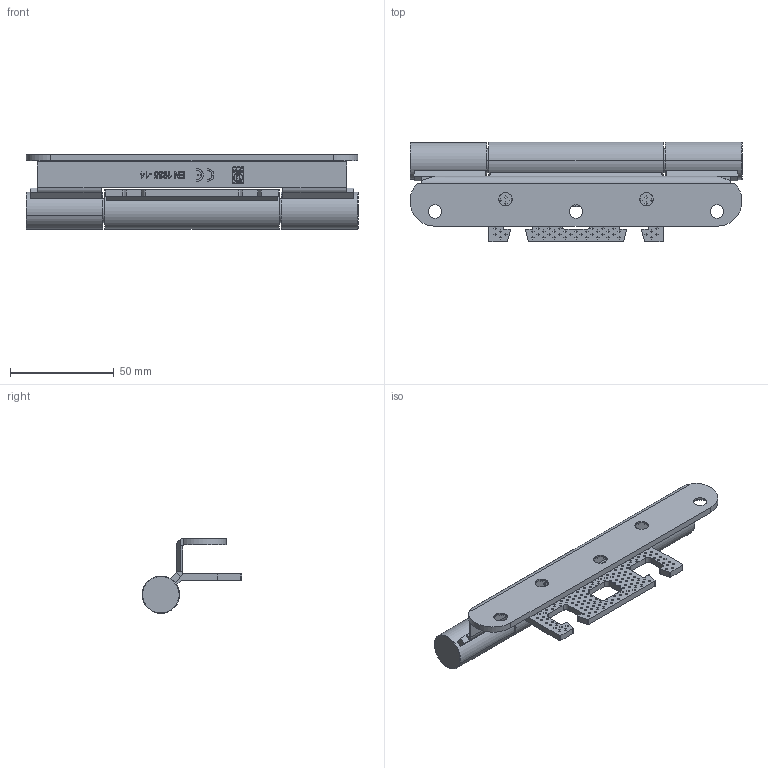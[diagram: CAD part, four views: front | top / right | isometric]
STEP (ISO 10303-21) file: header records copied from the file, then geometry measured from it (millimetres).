
FILE_DESCRIPTION (( 'STEP AP203' ), '1' );
FILE_NAME ('OBX-18-1531-160-LG-RC-B_D042-26478.STEP', '2022-05-04T09:22:21', ( '' ), ( '' ), 'SwSTEP 2.0', 'SolidWorks 2020', '' );
FILE_SCHEMA (( 'CONFIG_CONTROL_DESIGN' ));
Length unit declared in the file: millimetre
Products named in the file (8): DIN5401-III; D043-14313; D044-14308; D044-14309; D046-14312; OBX-18-1531-160-LG-RC-B_D042-26478; B01572; D043-25252
Assembly tree (11 placements, depth 2):
  OBX-18-1531-160-LG-RC-B_D042-26478
    D044-14309
    D043-25252
    DIN5401-III  x2
    B01572  x2
    D044-14308  x2
    D046-14312  x2
    D043-14313
Bounding box: 160 x 48 x 36 mm (x, y, z)
Volume: 63175.9 mm3; surface area: 35053.4 mm2
Topology: 11 solids, 11 shells, 1722 faces, 3721 edges, 2360 vertices
Faces by surface type: plane 1490, cylinder 135, bspline 51, cone 30, sphere 12, torus 4
Entity records: 47950 total; most frequent: CARTESIAN_POINT 10689, ORIENTED_EDGE 7232, DIRECTION 7027, EDGE_CURVE 3616, LINE 3221, VECTOR 3221, VERTEX_POINT 2292, EDGE_LOOP 2030
